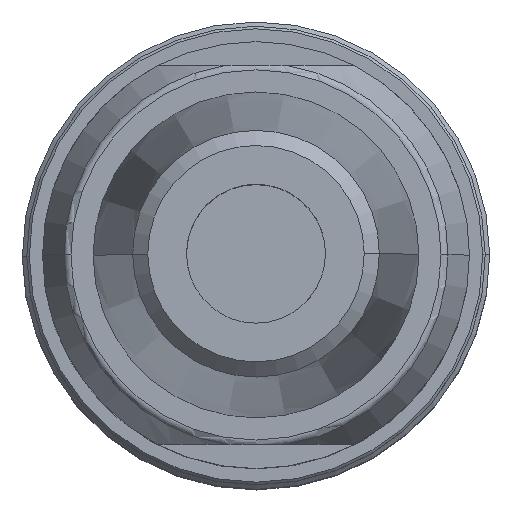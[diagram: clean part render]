
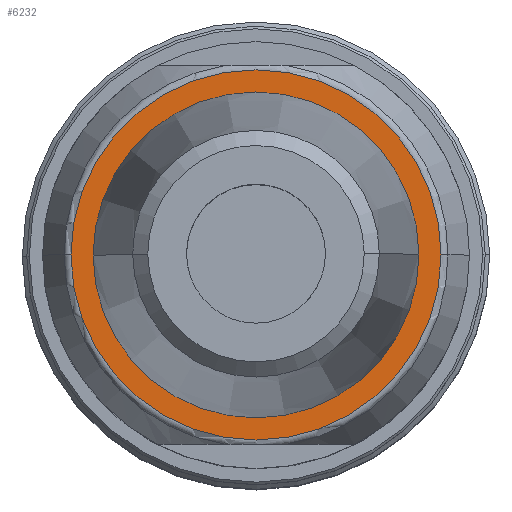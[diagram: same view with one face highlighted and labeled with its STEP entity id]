
A CAD part, top view. The second image highlights one B-rep face of the part: STEP entity #6232.
In plain terms, the highlighted planar face has unit normal (0, 0, 1).
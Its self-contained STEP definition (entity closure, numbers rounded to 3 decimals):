
#6158=AXIS2_PLACEMENT_3D('Circle Axis2P3D',#6156,#6157,$) ;
#6177=AXIS2_PLACEMENT_3D('Circle Axis2P3D',#6175,#6176,$) ;
#6192=AXIS2_PLACEMENT_3D('Plane Axis2P3D',#6189,#6190,#6191) ;
#6200=AXIS2_PLACEMENT_3D('Circle Axis2P3D',#6198,#6199,$) ;
#6209=AXIS2_PLACEMENT_3D('Circle Axis2P3D',#6207,#6208,$) ;
#6216=AXIS2_PLACEMENT_3D('Circle Axis2P3D',#6214,#6215,$) ;
#6223=AXIS2_PLACEMENT_3D('Circle Axis2P3D',#6221,#6222,$) ;
#6146=CARTESIAN_POINT('Vertex',(1.924,9.25,43.8)) ;
#6153=CARTESIAN_POINT('Vertex',(16.576,9.25,43.8)) ;
#6156=CARTESIAN_POINT('Axis2P3D Location',(9.25,9.25,43.8)) ;
#6175=CARTESIAN_POINT('Axis2P3D Location',(9.25,9.25,43.8)) ;
#6189=CARTESIAN_POINT('Axis2P3D Location',(9.25,9.25,43.8)) ;
#6198=CARTESIAN_POINT('Axis2P3D Location',(9.25,9.25,43.8)) ;
#6202=CARTESIAN_POINT('Vertex',(15.7,9.27,43.8)) ;
#6204=CARTESIAN_POINT('Vertex',(9.23,15.7,43.8)) ;
#6207=CARTESIAN_POINT('Axis2P3D Location',(9.25,9.25,43.8)) ;
#6211=CARTESIAN_POINT('Vertex',(9.27,2.8,43.8)) ;
#6214=CARTESIAN_POINT('Axis2P3D Location',(9.25,9.25,43.8)) ;
#6218=CARTESIAN_POINT('Vertex',(2.8,9.23,43.8)) ;
#6221=CARTESIAN_POINT('Axis2P3D Location',(9.25,9.25,43.8)) ;
#6157=DIRECTION('Axis2P3D Direction',(0.,0.,1.)) ;
#6176=DIRECTION('Axis2P3D Direction',(0.,0.,1.)) ;
#6190=DIRECTION('Axis2P3D Direction',(0.,0.,1.)) ;
#6191=DIRECTION('Axis2P3D XDirection',(1.,0.,0.)) ;
#6199=DIRECTION('Axis2P3D Direction',(0.,0.,1.)) ;
#6208=DIRECTION('Axis2P3D Direction',(0.,0.,1.)) ;
#6215=DIRECTION('Axis2P3D Direction',(0.,0.,1.)) ;
#6222=DIRECTION('Axis2P3D Direction',(0.,0.,1.)) ;
#6195=ORIENTED_EDGE('',*,*,#6179,.T.) ;
#6196=ORIENTED_EDGE('',*,*,#6160,.T.) ;
#6227=ORIENTED_EDGE('',*,*,#6206,.F.) ;
#6228=ORIENTED_EDGE('',*,*,#6213,.F.) ;
#6229=ORIENTED_EDGE('',*,*,#6220,.F.) ;
#6230=ORIENTED_EDGE('',*,*,#6225,.F.) ;
#6231=FACE_BOUND('',#6226,.T.) ;
#6232=ADVANCED_FACE('BREP_WITH_VOIDS #40',(#6197,#6231),#6193,.T.) ;
#6159=CIRCLE('generated circle',#6158,7.326) ;
#6178=CIRCLE('generated circle',#6177,7.326) ;
#6201=CIRCLE('generated circle',#6200,6.45) ;
#6210=CIRCLE('generated circle',#6209,6.45) ;
#6217=CIRCLE('generated circle',#6216,6.45) ;
#6224=CIRCLE('generated circle',#6223,6.45) ;
#6160=EDGE_CURVE('',#6147,#6154,#6159,.T.) ;
#6179=EDGE_CURVE('',#6154,#6147,#6178,.T.) ;
#6206=EDGE_CURVE('',#6203,#6205,#6201,.T.) ;
#6213=EDGE_CURVE('',#6212,#6203,#6210,.T.) ;
#6220=EDGE_CURVE('',#6219,#6212,#6217,.T.) ;
#6225=EDGE_CURVE('',#6205,#6219,#6224,.T.) ;
#6194=EDGE_LOOP('',(#6195,#6196)) ;
#6226=EDGE_LOOP('',(#6227,#6228,#6229,#6230)) ;
#6197=FACE_OUTER_BOUND('',#6194,.T.) ;
#6193=PLANE('',#6192) ;
#6147=VERTEX_POINT('',#6146) ;
#6154=VERTEX_POINT('',#6153) ;
#6203=VERTEX_POINT('',#6202) ;
#6205=VERTEX_POINT('',#6204) ;
#6212=VERTEX_POINT('',#6211) ;
#6219=VERTEX_POINT('',#6218) ;
